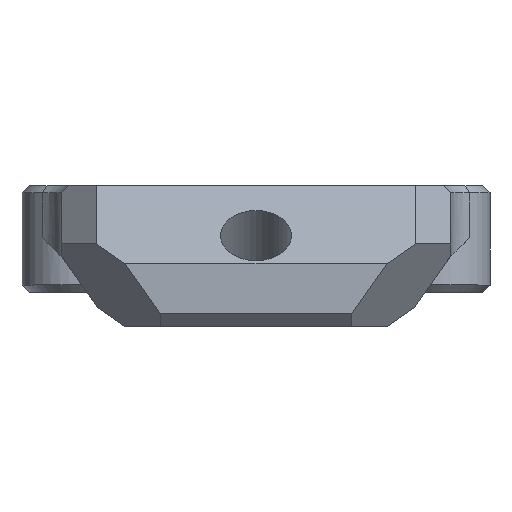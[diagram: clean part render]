
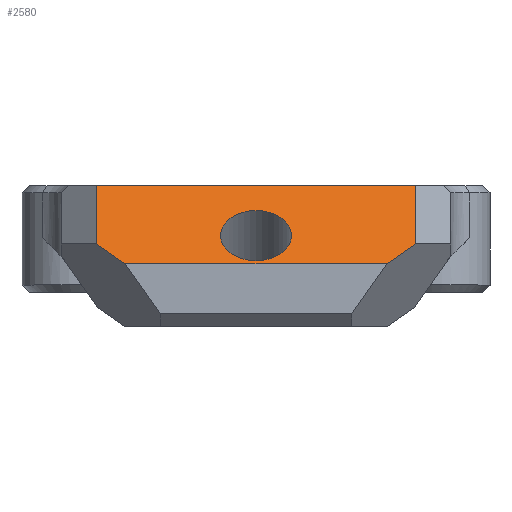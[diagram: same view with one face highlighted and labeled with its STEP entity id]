
A CAD part, top view. The second image highlights one B-rep face of the part: STEP entity #2580.
In plain terms, the highlighted planar face has unit normal (0, 0.707, 0.707).
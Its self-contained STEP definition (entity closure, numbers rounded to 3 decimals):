
#45=DIRECTION('',(-1.,0.,0.));
#46=VECTOR('',#45,17.958);
#47=CARTESIAN_POINT('',(8.979,32.,59.871));
#48=LINE('',#47,#46);
#822=DIRECTION('',(0.,-0.707,0.707));
#823=VECTOR('',#822,4.663);
#824=CARTESIAN_POINT('',(-8.979,32.,59.871));
#825=LINE('',#824,#823);
#826=DIRECTION('',(-0.707,-0.5,0.5));
#827=VECTOR('',#826,2.234);
#828=CARTESIAN_POINT('',(8.979,28.703,63.167));
#829=LINE('',#828,#827);
#830=DIRECTION('',(-0.707,0.5,-0.5));
#831=VECTOR('',#830,2.234);
#832=CARTESIAN_POINT('',(-7.399,27.586,64.285));
#833=LINE('',#832,#831);
#834=CARTESIAN_POINT('',(0.,29.172,62.699));
#835=DIRECTION('',(0.,0.707,0.707));
#836=DIRECTION('',(-1.,0.,0.));
#837=AXIS2_PLACEMENT_3D('',#834,#835,#836);
#839=CARTESIAN_POINT('',(0.,29.172,62.699));
#840=DIRECTION('',(0.,0.707,0.707));
#841=DIRECTION('',(1.,0.,0.));
#842=AXIS2_PLACEMENT_3D('',#839,#840,#841);
#844=DIRECTION('',(0.,0.707,-0.707));
#845=VECTOR('',#844,4.663);
#846=CARTESIAN_POINT('',(8.979,28.703,63.167));
#847=LINE('',#846,#845);
#1041=DIRECTION('',(1.,0.,0.));
#1042=VECTOR('',#1041,14.798);
#1043=CARTESIAN_POINT('',(-7.399,27.586,64.285));
#1044=LINE('',#1043,#1042);
#1337=CARTESIAN_POINT('',(8.979,32.,59.871));
#1338=VERTEX_POINT('',#1337);
#1339=CARTESIAN_POINT('',(-8.979,32.,59.871));
#1340=VERTEX_POINT('',#1339);
#1522=CARTESIAN_POINT('',(7.399,27.586,64.285));
#1523=VERTEX_POINT('',#1522);
#1524=CARTESIAN_POINT('',(8.979,28.703,63.167));
#1525=VERTEX_POINT('',#1524);
#1608=CARTESIAN_POINT('',(-8.979,28.703,63.167));
#1609=VERTEX_POINT('',#1608);
#1610=CARTESIAN_POINT('',(-7.399,27.586,64.285));
#1611=VERTEX_POINT('',#1610);
#1648=CARTESIAN_POINT('',(-2.,29.172,62.699));
#1649=CARTESIAN_POINT('',(2.,29.172,62.699));
#1650=VERTEX_POINT('',#1648);
#1651=VERTEX_POINT('',#1649);
#2558=CARTESIAN_POINT('',(0.,45.935,45.935));
#2559=DIRECTION('',(0.,0.707,0.707));
#2560=DIRECTION('',(1.,0.,0.));
#2561=AXIS2_PLACEMENT_3D('',#2558,#2559,#2560);
#2562=PLANE('',#2561);
#2563=ORIENTED_EDGE('',*,*,#1677,.F.);
#2565=ORIENTED_EDGE('',*,*,#2564,.F.);
#2567=ORIENTED_EDGE('',*,*,#2566,.T.);
#2569=ORIENTED_EDGE('',*,*,#2568,.F.);
#2570=ORIENTED_EDGE('',*,*,#2501,.T.);
#2571=ORIENTED_EDGE('',*,*,#2551,.F.);
#2572=EDGE_LOOP('',(#2563,#2565,#2567,#2569,#2570,#2571));
#2573=FACE_OUTER_BOUND('',#2572,.F.);
#2575=ORIENTED_EDGE('',*,*,#2574,.T.);
#2577=ORIENTED_EDGE('',*,*,#2576,.T.);
#2578=EDGE_LOOP('',(#2575,#2577));
#2579=FACE_BOUND('',#2578,.F.);
#2580=ADVANCED_FACE('',(#2573,#2579),#2562,.T.);
#838=CIRCLE('',#837,2.);
#843=CIRCLE('',#842,2.);
#1677=EDGE_CURVE('',#1338,#1340,#48,.T.);
#2501=EDGE_CURVE('',#1611,#1609,#833,.T.);
#2551=EDGE_CURVE('',#1340,#1609,#825,.T.);
#2564=EDGE_CURVE('',#1525,#1338,#847,.T.);
#2566=EDGE_CURVE('',#1525,#1523,#829,.T.);
#2568=EDGE_CURVE('',#1611,#1523,#1044,.T.);
#2574=EDGE_CURVE('',#1650,#1651,#838,.T.);
#2576=EDGE_CURVE('',#1651,#1650,#843,.T.);
